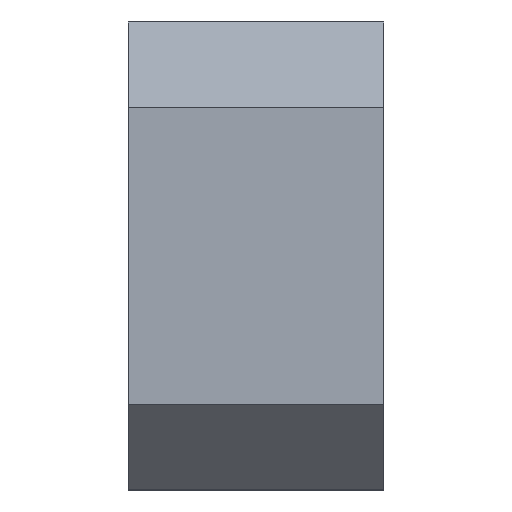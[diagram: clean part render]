
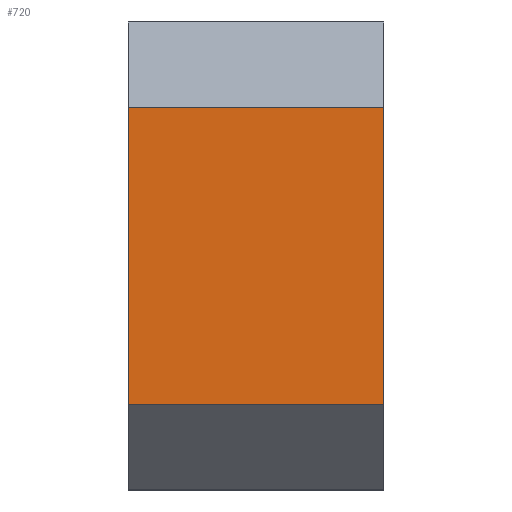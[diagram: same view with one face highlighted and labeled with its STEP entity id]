
A CAD part, left-side view. The second image highlights one B-rep face of the part: STEP entity #720.
In plain terms, the highlighted planar face has unit normal (-1, 0, 0).
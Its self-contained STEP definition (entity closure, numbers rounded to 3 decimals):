
#51=PLANE('',#803);
#82=FACE_OUTER_BOUND('',#129,.T.);
#129=EDGE_LOOP('',(#590,#591,#592,#593));
#187=LINE('',#1161,#251);
#193=LINE('',#1185,#257);
#195=LINE('',#1189,#259);
#196=LINE('',#1190,#260);
#251=VECTOR('',#937,10.);
#257=VECTOR('',#959,10.);
#259=VECTOR('',#963,10.);
#260=VECTOR('',#964,10.);
#359=VERTEX_POINT('',#1158);
#360=VERTEX_POINT('',#1160);
#370=VERTEX_POINT('',#1184);
#371=VERTEX_POINT('',#1188);
#442=EDGE_CURVE('',#359,#360,#187,.T.);
#454=EDGE_CURVE('',#360,#370,#193,.T.);
#456=EDGE_CURVE('',#371,#359,#195,.T.);
#457=EDGE_CURVE('',#370,#371,#196,.T.);
#590=ORIENTED_EDGE('',*,*,#454,.F.);
#591=ORIENTED_EDGE('',*,*,#442,.F.);
#592=ORIENTED_EDGE('',*,*,#456,.F.);
#593=ORIENTED_EDGE('',*,*,#457,.F.);
#720=ADVANCED_FACE('',(#82),#51,.T.);
#803=AXIS2_PLACEMENT_3D('',#1187,#961,#962);
#937=DIRECTION('',(0.,0.,-1.));
#959=DIRECTION('',(0.,1.,0.));
#961=DIRECTION('center_axis',(-1.,0.,0.));
#962=DIRECTION('ref_axis',(0.,0.,-1.));
#963=DIRECTION('',(0.,-1.,0.));
#964=DIRECTION('',(0.,0.,1.));
#1158=CARTESIAN_POINT('',(-34.,-12.,9.));
#1160=CARTESIAN_POINT('',(-34.,-12.,-5.));
#1161=CARTESIAN_POINT('',(-34.,-12.,-9.));
#1184=CARTESIAN_POINT('',(-34.,0.,-5.));
#1185=CARTESIAN_POINT('',(-34.,0.,-5.));
#1187=CARTESIAN_POINT('Origin',(-34.,0.,13.));
#1188=CARTESIAN_POINT('',(-34.,0.,9.));
#1189=CARTESIAN_POINT('',(-34.,0.,9.));
#1190=CARTESIAN_POINT('',(-34.,0.,-9.));
